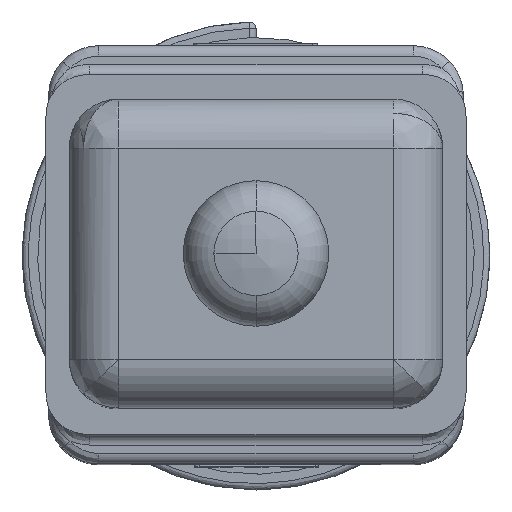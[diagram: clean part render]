
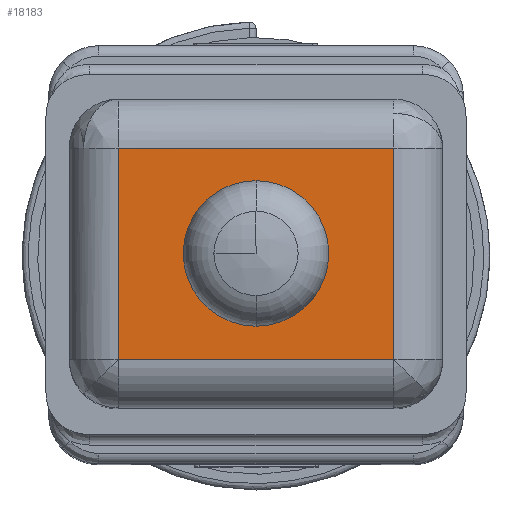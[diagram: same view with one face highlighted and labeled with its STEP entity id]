
A CAD part, top view. The second image highlights one B-rep face of the part: STEP entity #18183.
In plain terms, the highlighted planar face has unit normal (0, 0, 1).
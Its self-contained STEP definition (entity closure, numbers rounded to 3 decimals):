
#1807 = CARTESIAN_POINT ( 'NONE',  ( -6.625, 7.433, 30. ) ) ;
#1850 = CARTESIAN_POINT ( 'NONE',  ( 0.651, 2.436, 30. ) ) ;
#2232 = CARTESIAN_POINT ( 'NONE',  ( 0.651, -2.436, 30. ) ) ;
#3400 = DIRECTION ( 'NONE',  ( 0., -1., 0. ) ) ;
#4177 = ORIENTED_EDGE ( 'NONE', *, *, #48027, .F. ) ;
#5712 = CARTESIAN_POINT ( 'NONE',  ( -0.651, -2.436, 30. ) ) ;
#6080 = CARTESIAN_POINT ( 'NONE',  ( -0.651, 2.436, 30. ) ) ;
#7989 = CARTESIAN_POINT ( 'NONE',  ( 0., -2.5, 30. ) ) ;
#9878 = VERTEX_POINT ( 'NONE', #19042 ) ;
#10295 = VERTEX_POINT ( 'NONE', #50901 ) ;
#10329 = CARTESIAN_POINT ( 'NONE',  ( 0., 2.5, 30. ) ) ;
#10625 = VERTEX_POINT ( 'NONE', #81606 ) ;
#10657 = DIRECTION ( 'NONE',  ( 0., 1., 0. ) ) ;
#10706 = CARTESIAN_POINT ( 'NONE',  ( 1.534, 2.002, 30. ) ) ;
#11105 = CARTESIAN_POINT ( 'NONE',  ( 0., -2.5, 30. ) ) ;
#13958 = VECTOR ( 'NONE', #10657, 1000. ) ;
#14523 = CARTESIAN_POINT ( 'NONE',  ( -1.534, -2.002, 30. ) ) ;
#14905 = CARTESIAN_POINT ( 'NONE',  ( 0., 2.5, 30. ) ) ;
#16692 = LINE ( 'NONE', #1807, #13958 ) ;
#17265 = VERTEX_POINT ( 'NONE', #7989 ) ;
#17721 = VECTOR ( 'NONE', #76512, 1000. ) ;
#18183 = ADVANCED_FACE ( 'NONE', ( #74747, #98072 ), #56265, .T. ) ;
#19042 = CARTESIAN_POINT ( 'NONE',  ( 6.625, -5.075, 30. ) ) ;
#19486 = CARTESIAN_POINT ( 'NONE',  ( 2.183, 1.263, 30. ) ) ;
#23313 = CARTESIAN_POINT ( 'NONE',  ( -2.183, -1.263, 30. ) ) ;
#27623 = ORIENTED_EDGE ( 'NONE', *, *, #32042, .T. ) ;
#28262 = CARTESIAN_POINT ( 'NONE',  ( 2.5, 0.331, 30. ) ) ;
#29123 = B_SPLINE_CURVE_WITH_KNOTS ( 'NONE', 3,
 ( #49181, #49563, #5712, #67274, #14523, #76107, #23313, #84964, #32178, #93800, #41007, #102556, #49931, #111389, #58845, #6080, #67663, #14905 ),
 .UNSPECIFIED., .F., .F.,
 ( 4, 2, 2, 2, 2, 2, 2, 2, 4 ),
 ( 0., 0.125, 0.25, 0.375, 0.5, 0.625, 0.75, 0.875, 1. ),
 .UNSPECIFIED. ) ;
#30710 = ORIENTED_EDGE ( 'NONE', *, *, #90079, .F. ) ;
#32042 = EDGE_CURVE ( 'NONE', #17265, #10295, #29123, .T. ) ;
#32178 = CARTESIAN_POINT ( 'NONE',  ( -2.5, -0.331, 30. ) ) ;
#37179 = CARTESIAN_POINT ( 'NONE',  ( 2.436, -0.651, 30. ) ) ;
#39251 = CARTESIAN_POINT ( 'NONE',  ( -6.625, -5.075, 30. ) ) ;
#41007 = CARTESIAN_POINT ( 'NONE',  ( -2.436, 0.651, 30. ) ) ;
#41451 = CARTESIAN_POINT ( 'NONE',  ( -8.975, 5.075, 30. ) ) ;
#41868 = DIRECTION ( 'NONE',  ( -1., 0., 0. ) ) ;
#44643 = VECTOR ( 'NONE', #41868, 1000. ) ;
#44974 = EDGE_LOOP ( 'NONE', ( #27623, #99381 ) ) ;
#45304 = CARTESIAN_POINT ( 'NONE',  ( 0.332, 2.5, 30. ) ) ;
#45775 = CARTESIAN_POINT ( 'NONE',  ( -6.625, 5.075, 30. ) ) ;
#46077 = CARTESIAN_POINT ( 'NONE',  ( 2.002, -1.534, 30. ) ) ;
#47758 = CARTESIAN_POINT ( 'NONE',  ( -8.975, 7.425, 30. ) ) ;
#48027 = EDGE_CURVE ( 'NONE', #104963, #10625, #88009, .T. ) ;
#49181 = CARTESIAN_POINT ( 'NONE',  ( 0., -2.5, 30. ) ) ;
#49563 = CARTESIAN_POINT ( 'NONE',  ( -0.332, -2.5, 30. ) ) ;
#49931 = CARTESIAN_POINT ( 'NONE',  ( -2.002, 1.534, 30. ) ) ;
#50772 = CARTESIAN_POINT ( 'NONE',  ( 8.983, -5.075, 30. ) ) ;
#50901 = CARTESIAN_POINT ( 'NONE',  ( 0., 2.5, 30. ) ) ;
#51528 = B_SPLINE_CURVE_WITH_KNOTS ( 'NONE', 3,
 ( #10329, #45304, #1850, #63435, #10706, #72284, #19486, #81124, #28262, #89939, #37179, #98746, #46077, #107601, #54979, #2232, #63823, #11105 ),
 .UNSPECIFIED., .F., .F.,
 ( 4, 2, 2, 2, 2, 2, 2, 2, 4 ),
 ( 0., 0.125, 0.25, 0.375, 0.5, 0.625, 0.75, 0.875, 1. ),
 .UNSPECIFIED. ) ;
#52087 = EDGE_CURVE ( 'NONE', #52830, #104963, #16692, .T. ) ;
#52830 = VERTEX_POINT ( 'NONE', #39251 ) ;
#53233 = EDGE_CURVE ( 'NONE', #10295, #17265, #51528, .T. ) ;
#54598 = EDGE_CURVE ( 'NONE', #9878, #52830, #91511, .T. ) ;
#54979 = CARTESIAN_POINT ( 'NONE',  ( 1.263, -2.183, 30. ) ) ;
#56131 = CARTESIAN_POINT ( 'NONE',  ( 6.625, 7.433, 30. ) ) ;
#56265 = PLANE ( 'NONE',  #62928 ) ;
#56676 = DIRECTION ( 'NONE',  ( 1., 0., 0. ) ) ;
#58845 = CARTESIAN_POINT ( 'NONE',  ( -1.263, 2.183, 30. ) ) ;
#62928 = AXIS2_PLACEMENT_3D ( 'NONE', #47758, #109270, #56676 ) ;
#63435 = CARTESIAN_POINT ( 'NONE',  ( 1.263, 2.183, 30. ) ) ;
#63823 = CARTESIAN_POINT ( 'NONE',  ( 0.332, -2.5, 30. ) ) ;
#67274 = CARTESIAN_POINT ( 'NONE',  ( -1.263, -2.183, 30. ) ) ;
#67663 = CARTESIAN_POINT ( 'NONE',  ( -0.332, 2.5, 30. ) ) ;
#70633 = ORIENTED_EDGE ( 'NONE', *, *, #54598, .F. ) ;
#72284 = CARTESIAN_POINT ( 'NONE',  ( 2.002, 1.534, 30. ) ) ;
#74747 = FACE_BOUND ( 'NONE', #44974, .T. ) ;
#76107 = CARTESIAN_POINT ( 'NONE',  ( -2.002, -1.534, 30. ) ) ;
#76512 = DIRECTION ( 'NONE',  ( 1., 0., 0. ) ) ;
#81124 = CARTESIAN_POINT ( 'NONE',  ( 2.436, 0.651, 30. ) ) ;
#81134 = LINE ( 'NONE', #56131, #101725 ) ;
#81606 = CARTESIAN_POINT ( 'NONE',  ( 6.625, 5.075, 30. ) ) ;
#84964 = CARTESIAN_POINT ( 'NONE',  ( -2.436, -0.651, 30. ) ) ;
#88009 = LINE ( 'NONE', #41451, #17721 ) ;
#88796 = ORIENTED_EDGE ( 'NONE', *, *, #52087, .F. ) ;
#89065 = EDGE_LOOP ( 'NONE', ( #30710, #4177, #88796, #70633 ) ) ;
#89939 = CARTESIAN_POINT ( 'NONE',  ( 2.5, -0.331, 30. ) ) ;
#90079 = EDGE_CURVE ( 'NONE', #10625, #9878, #81134, .T. ) ;
#91511 = LINE ( 'NONE', #50772, #44643 ) ;
#93800 = CARTESIAN_POINT ( 'NONE',  ( -2.5, 0.331, 30. ) ) ;
#98072 = FACE_OUTER_BOUND ( 'NONE', #89065, .T. ) ;
#98746 = CARTESIAN_POINT ( 'NONE',  ( 2.183, -1.263, 30. ) ) ;
#99381 = ORIENTED_EDGE ( 'NONE', *, *, #53233, .T. ) ;
#101725 = VECTOR ( 'NONE', #3400, 1000. ) ;
#102556 = CARTESIAN_POINT ( 'NONE',  ( -2.183, 1.263, 30. ) ) ;
#104963 = VERTEX_POINT ( 'NONE', #45775 ) ;
#107601 = CARTESIAN_POINT ( 'NONE',  ( 1.534, -2.002, 30. ) ) ;
#109270 = DIRECTION ( 'NONE',  ( 0., 0., 1. ) ) ;
#111389 = CARTESIAN_POINT ( 'NONE',  ( -1.534, 2.002, 30. ) ) ;
